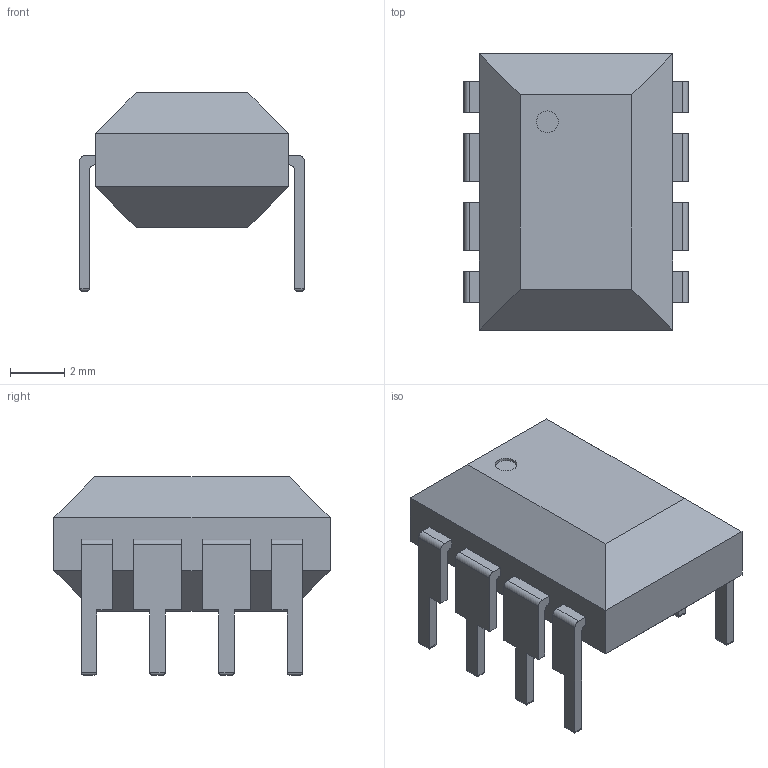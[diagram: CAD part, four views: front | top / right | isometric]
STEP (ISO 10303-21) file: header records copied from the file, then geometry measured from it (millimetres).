
FILE_DESCRIPTION (( 'STEP AP214' ), '1' );
FILE_NAME ('DIP8.STEP', '2011-08-11T07:37:09', ( '微软用户' ), ( '微软中国' ), 'SwSTEP 2.0', 'SolidWorks 2011', '' );
FILE_SCHEMA (( 'AUTOMOTIVE_DESIGN' ));
Length unit declared in the file: millimetre
Products named in the file (1): DIP8
Bounding box: 8.26 x 10.16 x 7.3 mm (x, y, z)
Volume: 304.6 mm3; surface area: 362 mm2
Topology: 1 solids, 1 shells, 145 faces, 362 edges, 228 vertices
Faces by surface type: plane 95, cylinder 50
Entity records: 5808 total; most frequent: CARTESIAN_POINT 832, ORIENTED_EDGE 724, DIRECTION 658, EDGE_CURVE 362, LINE 294, VECTOR 294, VERTEX_POINT 228, AXIS2_PLACEMENT_3D 182
